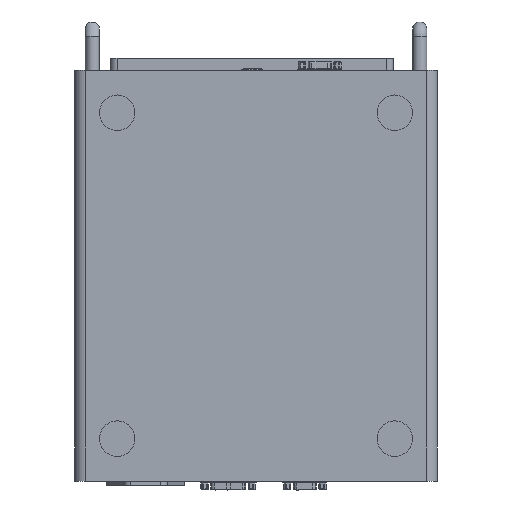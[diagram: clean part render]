
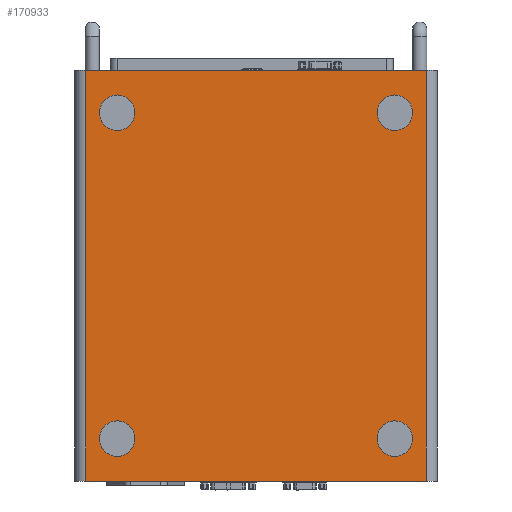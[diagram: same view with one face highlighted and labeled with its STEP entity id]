
A CAD part, front view. The second image highlights one B-rep face of the part: STEP entity #170933.
In plain terms, the highlighted planar face has unit normal (0, -1, 0).
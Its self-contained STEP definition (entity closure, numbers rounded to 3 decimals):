
#2506 = CIRCLE ( 'NONE', #179868, 12.5 ) ;
#3092 = AXIS2_PLACEMENT_3D ( 'NONE', #53067, #12975, #10282 ) ;
#4152 = DIRECTION ( 'NONE',  ( 0., -1., 0. ) ) ;
#7349 = EDGE_CURVE ( 'NONE', #29228, #69242, #56299, .T. ) ;
#7420 = VECTOR ( 'NONE', #96072, 1000. ) ;
#9649 = DIRECTION ( 'NONE',  ( 0., -1., 0. ) ) ;
#10282 = DIRECTION ( 'NONE',  ( 0., 0., 1. ) ) ;
#10714 = CARTESIAN_POINT ( 'NONE',  ( 97.894, -95.739, 452. ) ) ;
#12975 = DIRECTION ( 'NONE',  ( 0., -1., 0. ) ) ;
#14900 = VERTEX_POINT ( 'NONE', #112732 ) ;
#17535 = CARTESIAN_POINT ( 'NONE',  ( 97.894, -95.739, 452. ) ) ;
#17668 = CARTESIAN_POINT ( 'NONE',  ( -150.106, -95.739, 452. ) ) ;
#20841 = VERTEX_POINT ( 'NONE', #138704 ) ;
#23207 = CARTESIAN_POINT ( 'NONE',  ( 75.894, -95.739, 179.5 ) ) ;
#28490 = VERTEX_POINT ( 'NONE', #10714 ) ;
#29228 = VERTEX_POINT ( 'NONE', #84904 ) ;
#30463 = VECTOR ( 'NONE', #143230, 1000. ) ;
#30974 = EDGE_CURVE ( 'NONE', #159048, #96430, #159034, .T. ) ;
#31297 = FACE_OUTER_BOUND ( 'NONE', #171537, .T. ) ;
#35726 = ORIENTED_EDGE ( 'NONE', *, *, #129177, .F. ) ;
#36910 = DIRECTION ( 'NONE',  ( 0., -1., 0. ) ) ;
#37494 = CARTESIAN_POINT ( 'NONE',  ( -120.106, -95.739, 192. ) ) ;
#37821 = DIRECTION ( 'NONE',  ( 0., -1., 0. ) ) ;
#41507 = DIRECTION ( 'NONE',  ( 0., 0., 1. ) ) ;
#45755 = CIRCLE ( 'NONE', #118543, 12.5 ) ;
#46279 = LINE ( 'NONE', #117300, #66089 ) ;
#46639 = EDGE_LOOP ( 'NONE', ( #92431, #133322 ) ) ;
#46768 = ORIENTED_EDGE ( 'NONE', *, *, #95281, .F. ) ;
#48471 = DIRECTION ( 'NONE',  ( 0., -1., 0. ) ) ;
#48894 = VERTEX_POINT ( 'NONE', #88243 ) ;
#53067 = CARTESIAN_POINT ( 'NONE',  ( 75.894, -95.739, 422. ) ) ;
#56299 = LINE ( 'NONE', #108333, #88878 ) ;
#59412 = ORIENTED_EDGE ( 'NONE', *, *, #30974, .F. ) ;
#59667 = DIRECTION ( 'NONE',  ( 0., 0., 1. ) ) ;
#59888 = AXIS2_PLACEMENT_3D ( 'NONE', #87052, #4152, #59667 ) ;
#65907 = ORIENTED_EDGE ( 'NONE', *, *, #7349, .T. ) ;
#66089 = VECTOR ( 'NONE', #171976, 1000. ) ;
#67768 = DIRECTION ( 'NONE',  ( 0., 0., 1. ) ) ;
#69242 = VERTEX_POINT ( 'NONE', #115961 ) ;
#71580 = CIRCLE ( 'NONE', #59888, 12.5 ) ;
#72390 = EDGE_CURVE ( 'NONE', #69242, #48894, #46279, .T. ) ;
#73139 = DIRECTION ( 'NONE',  ( 0., 1., 0. ) ) ;
#80442 = AXIS2_PLACEMENT_3D ( 'NONE', #163722, #131858, #119108 ) ;
#83961 = CIRCLE ( 'NONE', #142170, 12.5 ) ;
#84904 = CARTESIAN_POINT ( 'NONE',  ( -142.106, -95.739, 452. ) ) ;
#86849 = PLANE ( 'NONE',  #173376 ) ;
#87052 = CARTESIAN_POINT ( 'NONE',  ( 75.894, -95.739, 422. ) ) ;
#87610 = LINE ( 'NONE', #17535, #30463 ) ;
#88243 = CARTESIAN_POINT ( 'NONE',  ( 97.894, -95.739, 162. ) ) ;
#88878 = VECTOR ( 'NONE', #139262, 1000. ) ;
#92431 = ORIENTED_EDGE ( 'NONE', *, *, #123393, .F. ) ;
#92841 = VERTEX_POINT ( 'NONE', #94427 ) ;
#94384 = CARTESIAN_POINT ( 'NONE',  ( -120.106, -95.739, 422. ) ) ;
#94427 = CARTESIAN_POINT ( 'NONE',  ( -120.106, -95.739, 409.5 ) ) ;
#95281 = EDGE_CURVE ( 'NONE', #96430, #159048, #83961, .T. ) ;
#96072 = DIRECTION ( 'NONE',  ( 1., 0., 0. ) ) ;
#96430 = VERTEX_POINT ( 'NONE', #172210 ) ;
#96815 = ORIENTED_EDGE ( 'NONE', *, *, #110526, .F. ) ;
#97869 = LINE ( 'NONE', #153448, #7420 ) ;
#98737 = FACE_BOUND ( 'NONE', #46639, .T. ) ;
#100523 = FACE_BOUND ( 'NONE', #125821, .T. ) ;
#104368 = DIRECTION ( 'NONE',  ( 0., 0., 1. ) ) ;
#106527 = EDGE_CURVE ( 'NONE', #92841, #20841, #45755, .T. ) ;
#108139 = ORIENTED_EDGE ( 'NONE', *, *, #165902, .F. ) ;
#108333 = CARTESIAN_POINT ( 'NONE',  ( -142.106, -95.739, 452. ) ) ;
#108685 = VERTEX_POINT ( 'NONE', #171469 ) ;
#110526 = EDGE_CURVE ( 'NONE', #113733, #108685, #71580, .T. ) ;
#112732 = CARTESIAN_POINT ( 'NONE',  ( 75.894, -95.739, 204.5 ) ) ;
#113733 = VERTEX_POINT ( 'NONE', #121045 ) ;
#114230 = FACE_BOUND ( 'NONE', #149300, .T. ) ;
#115961 = CARTESIAN_POINT ( 'NONE',  ( -142.106, -95.739, 162. ) ) ;
#117300 = CARTESIAN_POINT ( 'NONE',  ( -150.106, -95.739, 162. ) ) ;
#118024 = CARTESIAN_POINT ( 'NONE',  ( -120.106, -95.739, 422. ) ) ;
#118543 = AXIS2_PLACEMENT_3D ( 'NONE', #94384, #165434, #41507 ) ;
#118650 = DIRECTION ( 'NONE',  ( 0., 0., 1. ) ) ;
#119007 = DIRECTION ( 'NONE',  ( 0., 0., 1. ) ) ;
#119108 = DIRECTION ( 'NONE',  ( 0., 0., 1. ) ) ;
#121045 = CARTESIAN_POINT ( 'NONE',  ( 75.894, -95.739, 409.5 ) ) ;
#122516 = CARTESIAN_POINT ( 'NONE',  ( 75.894, -95.739, 192. ) ) ;
#123393 = EDGE_CURVE ( 'NONE', #14900, #157484, #126497, .T. ) ;
#125821 = EDGE_LOOP ( 'NONE', ( #59412, #46768 ) ) ;
#126497 = CIRCLE ( 'NONE', #173050, 12.5 ) ;
#129177 = EDGE_CURVE ( 'NONE', #29228, #28490, #97869, .T. ) ;
#129582 = ORIENTED_EDGE ( 'NONE', *, *, #130390, .T. ) ;
#130030 = ORIENTED_EDGE ( 'NONE', *, *, #106527, .F. ) ;
#130390 = EDGE_CURVE ( 'NONE', #48894, #28490, #87610, .T. ) ;
#130979 = CIRCLE ( 'NONE', #3092, 12.5 ) ;
#131858 = DIRECTION ( 'NONE',  ( 0., -1., 0. ) ) ;
#133322 = ORIENTED_EDGE ( 'NONE', *, *, #142015, .F. ) ;
#136210 = CIRCLE ( 'NONE', #168240, 12.5 ) ;
#138704 = CARTESIAN_POINT ( 'NONE',  ( -120.106, -95.739, 434.5 ) ) ;
#139262 = DIRECTION ( 'NONE',  ( 0., 0., -1. ) ) ;
#142015 = EDGE_CURVE ( 'NONE', #157484, #14900, #2506, .T. ) ;
#142170 = AXIS2_PLACEMENT_3D ( 'NONE', #37494, #48471, #145091 ) ;
#143230 = DIRECTION ( 'NONE',  ( 0., 0., 1. ) ) ;
#145091 = DIRECTION ( 'NONE',  ( 0., 0., 1. ) ) ;
#149258 = EDGE_CURVE ( 'NONE', #108685, #113733, #130979, .T. ) ;
#149300 = EDGE_LOOP ( 'NONE', ( #166595, #96815 ) ) ;
#153448 = CARTESIAN_POINT ( 'NONE',  ( -150.106, -95.739, 452. ) ) ;
#154110 = CARTESIAN_POINT ( 'NONE',  ( -120.106, -95.739, 204.5 ) ) ;
#157484 = VERTEX_POINT ( 'NONE', #23207 ) ;
#159034 = CIRCLE ( 'NONE', #80442, 12.5 ) ;
#159048 = VERTEX_POINT ( 'NONE', #154110 ) ;
#162522 = EDGE_LOOP ( 'NONE', ( #108139, #130030 ) ) ;
#163722 = CARTESIAN_POINT ( 'NONE',  ( -120.106, -95.739, 192. ) ) ;
#165434 = DIRECTION ( 'NONE',  ( 0., -1., 0. ) ) ;
#165902 = EDGE_CURVE ( 'NONE', #20841, #92841, #136210, .T. ) ;
#166595 = ORIENTED_EDGE ( 'NONE', *, *, #149258, .F. ) ;
#167028 = ORIENTED_EDGE ( 'NONE', *, *, #72390, .T. ) ;
#168240 = AXIS2_PLACEMENT_3D ( 'NONE', #118024, #36910, #104368 ) ;
#169770 = FACE_BOUND ( 'NONE', #162522, .T. ) ;
#170933 = ADVANCED_FACE ( 'NONE', ( #100523, #98737, #114230, #169770, #31297 ), #86849, .F. ) ;
#171469 = CARTESIAN_POINT ( 'NONE',  ( 75.894, -95.739, 434.5 ) ) ;
#171537 = EDGE_LOOP ( 'NONE', ( #167028, #129582, #35726, #65907 ) ) ;
#171976 = DIRECTION ( 'NONE',  ( 1., 0., 0. ) ) ;
#172210 = CARTESIAN_POINT ( 'NONE',  ( -120.106, -95.739, 179.5 ) ) ;
#173050 = AXIS2_PLACEMENT_3D ( 'NONE', #122516, #37821, #67768 ) ;
#173376 = AXIS2_PLACEMENT_3D ( 'NONE', #17668, #73139, #118650 ) ;
#176382 = CARTESIAN_POINT ( 'NONE',  ( 75.894, -95.739, 192. ) ) ;
#179868 = AXIS2_PLACEMENT_3D ( 'NONE', #176382, #9649, #119007 ) ;
